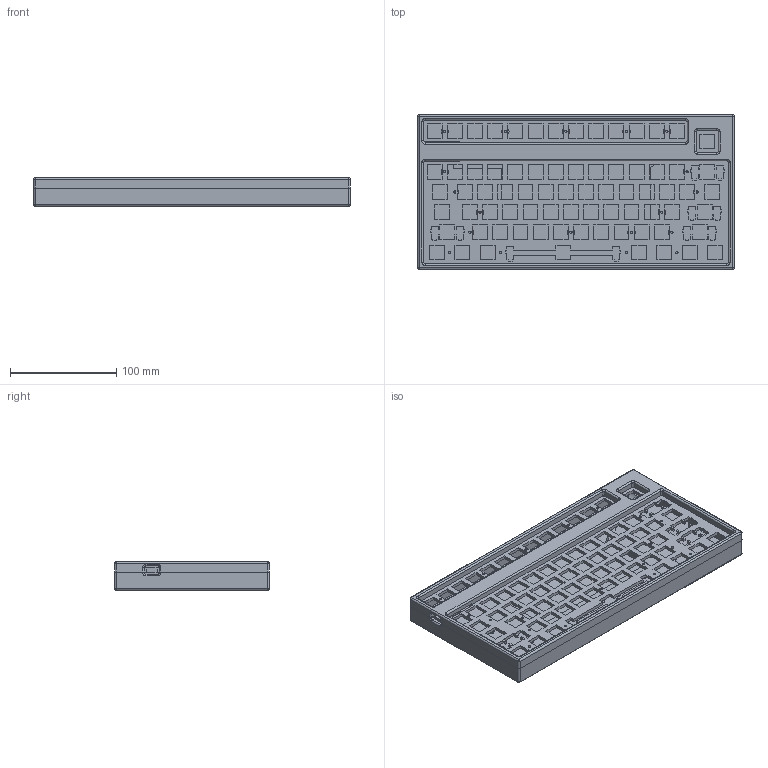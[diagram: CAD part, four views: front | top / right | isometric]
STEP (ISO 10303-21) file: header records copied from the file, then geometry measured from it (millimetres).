
FILE_DESCRIPTION(/* description */ ('STEP AP242','CAx-IF Rec.Pracs.---Representation and Presentation of Product Manufacturing Information (PMI)---4.0---2014-10-13','CAx-IF Rec.Pracs.---3D Tessellated Geometry---0.4---2014-09-14','2;1'),/* implementation_level */ '2;1');
FILE_NAME(/* name */ '68696ca145e90a37d9e56ac3',/* time_stamp */ '2025-07-05T18:19:14Z',/* author */ (''),/* organization */ (''),/* preprocessor_version */ 'ST-DEVELOPER v20',/* originating_system */ 'ONSHAPE BY PTC INC, 1.200',/* authorisation */ ' ');
FILE_SCHEMA (('AP242_MANAGED_MODEL_BASED_3D_ENGINEERING_MIM_LF { 1 0 10303 442 1 1 4 }'));
Length unit declared in the file: metre
Products named in the file (2): Part 2; Part 1
Bounding box: 298.53 x 146.13 x 26.6 mm (x, y, z)
Volume: 420128.1 mm3; surface area: 201225.6 mm2
Topology: 2 solids, 2 shells, 729 faces, 1983 edges, 1291 vertices
Faces by surface type: plane 573, cylinder 113, torus 35, sphere 8
Full cylindrical faces by diameter (mm): 2.1 x1, 2.15 x18, 2.7 x19, 5 x19, 12.4 x1, 14.7 x4
Entity records: 22630 total; most frequent: CARTESIAN_POINT 3916, ORIENTED_EDGE 3788, DIRECTION 3623, EDGE_CURVE 1894, LINE 1627, VECTOR 1627, VERTEX_POINT 1291, EDGE_LOOP 1045
